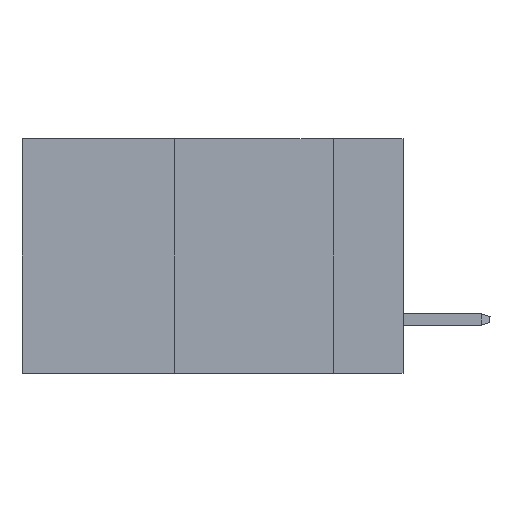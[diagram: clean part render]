
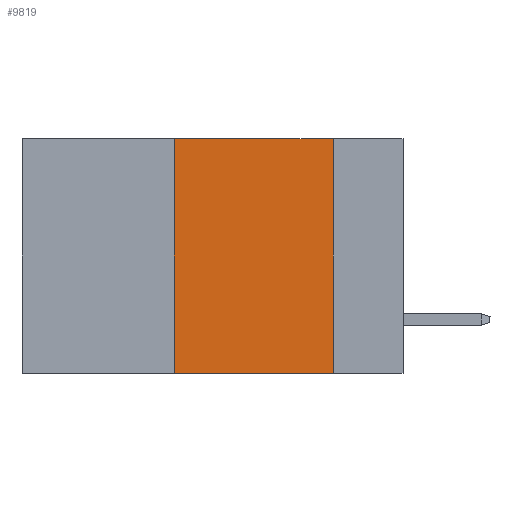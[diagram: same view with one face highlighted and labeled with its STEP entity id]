
A CAD part, left-side view. The second image highlights one B-rep face of the part: STEP entity #9819.
In plain terms, the highlighted planar face has unit normal (-1, 0, 0).
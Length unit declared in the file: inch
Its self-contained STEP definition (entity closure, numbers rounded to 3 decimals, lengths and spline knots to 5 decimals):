
#502 = LINE ( 'NONE', #10969, #4833 ) ;
#995 = EDGE_LOOP ( 'NONE', ( #10549, #4006, #9382, #3172 ) ) ;
#1389 = VECTOR ( 'NONE', #9241, 39.37008 ) ;
#2297 = DIRECTION ( 'NONE',  ( 0., 0., -1. ) ) ;
#2397 = AXIS2_PLACEMENT_3D ( 'NONE', #3461, #8148, #2297 ) ;
#2489 = VERTEX_POINT ( 'NONE', #8627 ) ;
#3172 = ORIENTED_EDGE ( 'NONE', *, *, #5507, .T. ) ;
#3333 = DIRECTION ( 'NONE',  ( 0., 0., -1. ) ) ;
#3461 = CARTESIAN_POINT ( 'NONE',  ( 0., 0.6, 0. ) ) ;
#3770 = DIRECTION ( 'NONE',  ( 0., -1., 0. ) ) ;
#4006 = ORIENTED_EDGE ( 'NONE', *, *, #9518, .F. ) ;
#4427 = LINE ( 'NONE', #5731, #1389 ) ;
#4518 = LINE ( 'NONE', #8069, #12593 ) ;
#4833 = VECTOR ( 'NONE', #3770, 39.37008 ) ;
#5507 = EDGE_CURVE ( 'NONE', #13098, #2489, #4518, .T. ) ;
#5731 = CARTESIAN_POINT ( 'NONE',  ( 0., 0.36, 0. ) ) ;
#6458 = VERTEX_POINT ( 'NONE', #12259 ) ;
#7134 = LINE ( 'NONE', #11449, #8784 ) ;
#8069 = CARTESIAN_POINT ( 'NONE',  ( 0., 0.6, -0.37 ) ) ;
#8148 = DIRECTION ( 'NONE',  ( 1., 0., 0. ) ) ;
#8563 = VERTEX_POINT ( 'NONE', #13522 ) ;
#8627 = CARTESIAN_POINT ( 'NONE',  ( 0., 0.11, -0.37 ) ) ;
#8784 = VECTOR ( 'NONE', #3333, 39.37008 ) ;
#9241 = DIRECTION ( 'NONE',  ( 0., 0., 1. ) ) ;
#9278 = FACE_OUTER_BOUND ( 'NONE', #995, .T. ) ;
#9382 = ORIENTED_EDGE ( 'NONE', *, *, #11838, .F. ) ;
#9518 = EDGE_CURVE ( 'NONE', #8563, #6458, #502, .T. ) ;
#9819 = ADVANCED_FACE ( 'NONE', ( #9278 ), #13909, .F. ) ;
#10277 = EDGE_CURVE ( 'NONE', #6458, #2489, #7134, .T. ) ;
#10549 = ORIENTED_EDGE ( 'NONE', *, *, #10277, .F. ) ;
#10969 = CARTESIAN_POINT ( 'NONE',  ( 0., 0.6, 0. ) ) ;
#11449 = CARTESIAN_POINT ( 'NONE',  ( 0., 0.11, 0. ) ) ;
#11838 = EDGE_CURVE ( 'NONE', #13098, #8563, #4427, .T. ) ;
#12259 = CARTESIAN_POINT ( 'NONE',  ( 0., 0.11, 0. ) ) ;
#12593 = VECTOR ( 'NONE', #12701, 39.37008 ) ;
#12701 = DIRECTION ( 'NONE',  ( 0., -1., 0. ) ) ;
#13098 = VERTEX_POINT ( 'NONE', #13176 ) ;
#13176 = CARTESIAN_POINT ( 'NONE',  ( 0., 0.36, -0.37 ) ) ;
#13522 = CARTESIAN_POINT ( 'NONE',  ( 0., 0.36, 0. ) ) ;
#13909 = PLANE ( 'NONE',  #2397 ) ;
